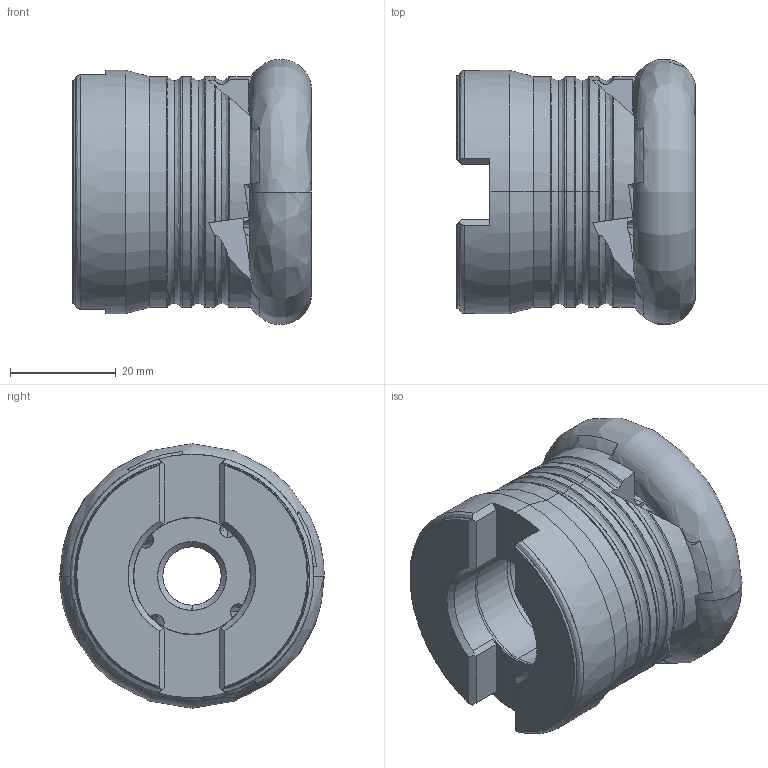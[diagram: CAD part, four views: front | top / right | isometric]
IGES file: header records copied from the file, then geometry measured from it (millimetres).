
Start section: SolidWorks IGES file using analytic representation for surfaces
Global section: file name: 00RN_050_124_4.IGS; native system: SolidWorks 2016; preprocessor: SolidWorks 2016; author: phk; date: 160831.115844; units: millimetre
Bounding box: 45.1 x 49.96 x 49.96 mm (x, y, z)
Surface area: 14073.5 mm2 (no closed solid volume)
Topology: 0 solids, 0 shells, 168 faces, 2678 edges, 2678 vertices
Faces by surface type: bspline 99, revolution 69
